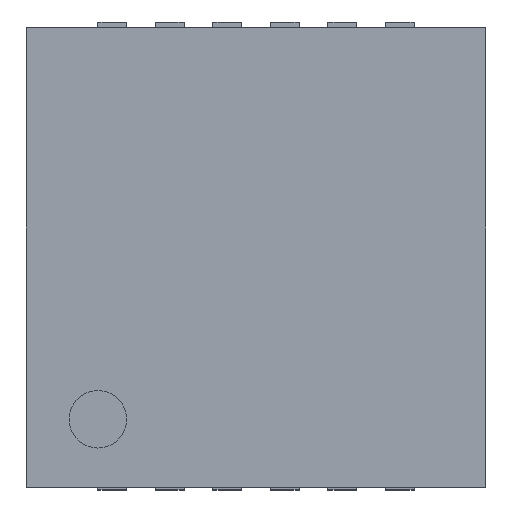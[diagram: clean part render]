
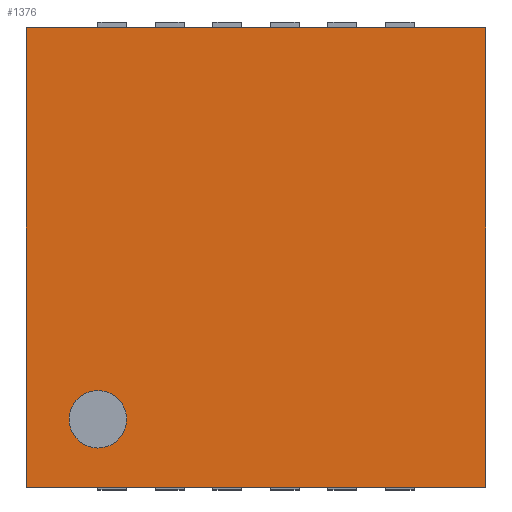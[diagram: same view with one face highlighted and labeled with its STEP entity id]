
A CAD part, top view. The second image highlights one B-rep face of the part: STEP entity #1376.
In plain terms, the highlighted planar face has unit normal (0, 0, 1).
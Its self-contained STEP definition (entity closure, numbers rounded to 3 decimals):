
#123=FACE_BOUND('',#304,.T.);
#129=PLANE('',#1636);
#216=FACE_OUTER_BOUND('',#303,.T.);
#303=EDGE_LOOP('',(#1042,#1043,#1044,#1045));
#304=EDGE_LOOP('',(#1046));
#388=LINE('',#2168,#560);
#391=LINE('',#2174,#563);
#394=LINE('',#2180,#566);
#397=LINE('',#2184,#569);
#560=VECTOR('',#1761,10.);
#563=VECTOR('',#1766,10.);
#566=VECTOR('',#1771,10.);
#569=VECTOR('',#1776,10.);
#729=CIRCLE('',#1629,0.25);
#731=VERTEX_POINT('',#2155);
#735=VERTEX_POINT('',#2165);
#736=VERTEX_POINT('',#2167);
#738=VERTEX_POINT('',#2173);
#740=VERTEX_POINT('',#2179);
#847=EDGE_CURVE('',#731,#731,#729,.T.);
#852=EDGE_CURVE('',#736,#735,#388,.T.);
#855=EDGE_CURVE('',#738,#736,#391,.T.);
#858=EDGE_CURVE('',#740,#738,#394,.T.);
#861=EDGE_CURVE('',#735,#740,#397,.T.);
#1042=ORIENTED_EDGE('',*,*,#861,.T.);
#1043=ORIENTED_EDGE('',*,*,#858,.T.);
#1044=ORIENTED_EDGE('',*,*,#855,.T.);
#1045=ORIENTED_EDGE('',*,*,#852,.T.);
#1046=ORIENTED_EDGE('',*,*,#847,.T.);
#1376=ADVANCED_FACE('',(#216,#123),#129,.T.);
#1629=AXIS2_PLACEMENT_3D('',#2156,#1750,#1751);
#1636=AXIS2_PLACEMENT_3D('',#2185,#1777,#1778);
#1750=DIRECTION('center_axis',(0.,0.,-1.));
#1751=DIRECTION('ref_axis',(-1.,0.,0.));
#1761=DIRECTION('',(-1.,0.,0.));
#1766=DIRECTION('',(0.,1.,0.));
#1771=DIRECTION('',(1.,0.,0.));
#1776=DIRECTION('',(0.,-1.,0.));
#1777=DIRECTION('center_axis',(0.,0.,1.));
#1778=DIRECTION('ref_axis',(1.,0.,0.));
#2155=CARTESIAN_POINT('',(0.875,0.593,0.9));
#2156=CARTESIAN_POINT('Origin',(0.625,0.593,0.9));
#2165=CARTESIAN_POINT('',(0.,4.,0.9));
#2167=CARTESIAN_POINT('',(4.,4.,0.9));
#2168=CARTESIAN_POINT('',(4.,4.,0.9));
#2173=CARTESIAN_POINT('',(4.,0.,0.9));
#2174=CARTESIAN_POINT('',(4.,0.,0.9));
#2179=CARTESIAN_POINT('',(0.,0.,0.9));
#2180=CARTESIAN_POINT('',(0.,0.,0.9));
#2184=CARTESIAN_POINT('',(0.,4.,0.9));
#2185=CARTESIAN_POINT('Origin',(2.,2.,0.9));
